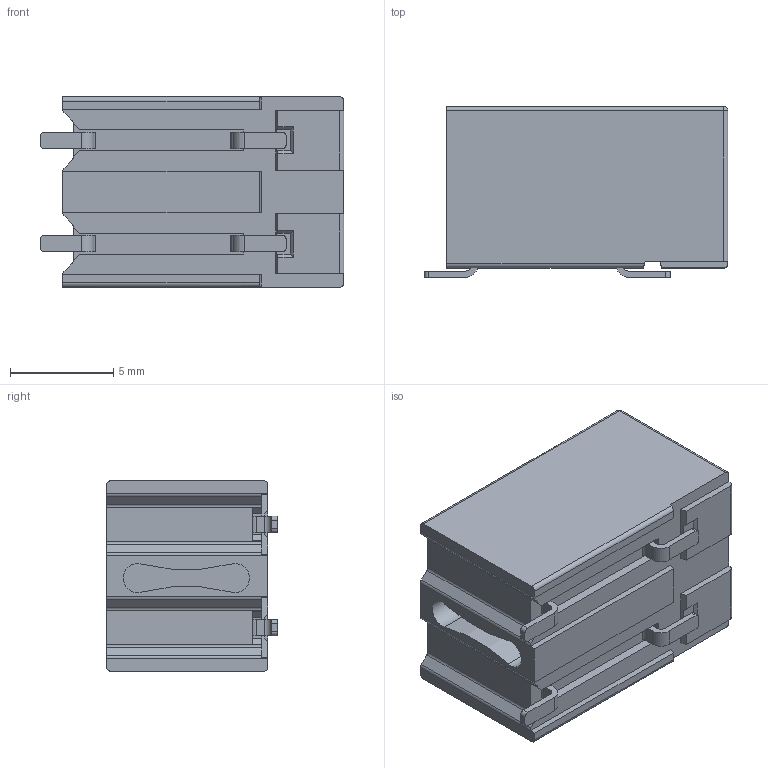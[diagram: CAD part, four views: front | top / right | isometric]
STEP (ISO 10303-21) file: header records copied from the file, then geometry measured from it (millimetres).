
FILE_DESCRIPTION( ( 'STEP AP203' ), '1' );
FILE_NAME( '2086-3202_700-000.stp', '2021-09-05T12:18:10', ( 'License CC BY-ND 4.0' ), ( 'CADENAS' ), ' ', 'PARTsolutions', ' ' );
FILE_SCHEMA( ( 'CONFIG_CONTROL_DESIGN' ) );
Length unit declared in the file: millimetre
Products named in the file (1): _2086-3202/700-000
Bounding box: 14.7 x 8.25 x 9.2 mm (x, y, z)
Volume: 853.6 mm3; surface area: 827.9 mm2
Topology: 1 solids, 1 shells, 222 faces, 587 edges, 376 vertices
Faces by surface type: plane 151, cylinder 61, cone 8, sphere 2
Entity records: 6827 total; most frequent: CARTESIAN_POINT 1184, ORIENTED_EDGE 1170, DIRECTION 1161, EDGE_CURVE 585, LINE 455, VECTOR 455, VERTEX_POINT 376, AXIS2_PLACEMENT_3D 353
